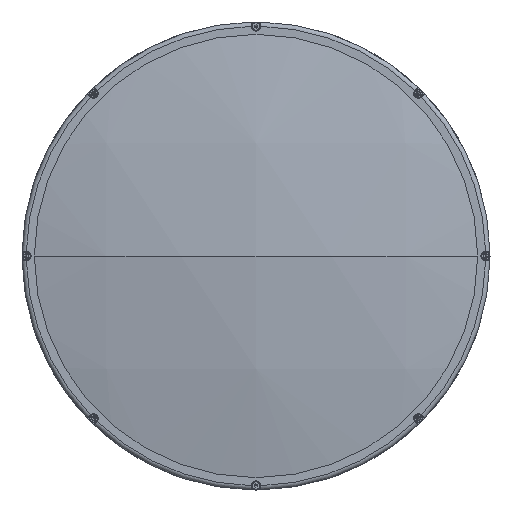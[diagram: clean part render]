
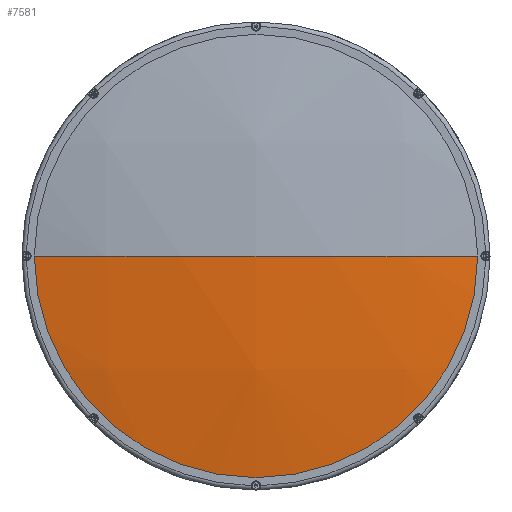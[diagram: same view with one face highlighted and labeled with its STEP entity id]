
A CAD part, left-side view. The second image highlights one B-rep face of the part: STEP entity #7581.
In plain terms, the highlighted spherical face has radius 786 mm.
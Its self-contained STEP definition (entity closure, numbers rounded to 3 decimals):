
#22 = CARTESIAN_POINT ( 'NONE',  ( 66.968, 0., 0. ) ) ;
#428 = DIRECTION ( 'NONE',  ( 0., 1., 0. ) ) ;
#677 = CARTESIAN_POINT ( 'NONE',  ( 66.968, 0., 0. ) ) ;
#1214 = CARTESIAN_POINT ( 'NONE',  ( -703.698, 154.5, 0. ) ) ;
#1509 = EDGE_LOOP ( 'NONE', ( #2026, #14324, #3465 ) ) ;
#1630 = AXIS2_PLACEMENT_3D ( 'NONE', #22, #4724, #12858 ) ;
#1698 = CIRCLE ( 'NONE', #8899, 154.5 ) ;
#1766 = CARTESIAN_POINT ( 'NONE',  ( -703.698, 0., 0. ) ) ;
#1841 = EDGE_CURVE ( 'NONE', #6012, #6691, #3555, .T. ) ;
#1884 = DIRECTION ( 'NONE',  ( 0., -1., 0. ) ) ;
#2026 = ORIENTED_EDGE ( 'NONE', *, *, #7166, .T. ) ;
#2922 = DIRECTION ( 'NONE',  ( 0., 0., 1. ) ) ;
#3465 = ORIENTED_EDGE ( 'NONE', *, *, #4665, .F. ) ;
#3555 = CIRCLE ( 'NONE', #15118, 786. ) ;
#3655 = AXIS2_PLACEMENT_3D ( 'NONE', #677, #8849, #1884 ) ;
#4665 = EDGE_CURVE ( 'NONE', #14280, #6691, #8638, .T. ) ;
#4724 = DIRECTION ( 'NONE',  ( 0., 0., -1. ) ) ;
#6012 = VERTEX_POINT ( 'NONE', #12528 ) ;
#6691 = VERTEX_POINT ( 'NONE', #9509 ) ;
#7101 = FACE_OUTER_BOUND ( 'NONE', #1509, .T. ) ;
#7166 = EDGE_CURVE ( 'NONE', #14280, #6012, #1698, .T. ) ;
#7392 = DIRECTION ( 'NONE',  ( 0., 0., -1. ) ) ;
#7581 = ADVANCED_FACE ( 'NONE', ( #7101 ), #14925, .T. ) ;
#8638 = CIRCLE ( 'NONE', #3655, 786. ) ;
#8849 = DIRECTION ( 'NONE',  ( 0., 0., 1. ) ) ;
#8899 = AXIS2_PLACEMENT_3D ( 'NONE', #1766, #9913, #2922 ) ;
#9509 = CARTESIAN_POINT ( 'NONE',  ( -719.032, 0., 0. ) ) ;
#9913 = DIRECTION ( 'NONE',  ( -1., 0., 0. ) ) ;
#12528 = CARTESIAN_POINT ( 'NONE',  ( -703.698, -154.5, 0. ) ) ;
#12858 = DIRECTION ( 'NONE',  ( 0., 1., 0. ) ) ;
#14280 = VERTEX_POINT ( 'NONE', #1214 ) ;
#14324 = ORIENTED_EDGE ( 'NONE', *, *, #1841, .T. ) ;
#14361 = CARTESIAN_POINT ( 'NONE',  ( 66.968, 0., 0. ) ) ;
#14925 = SPHERICAL_SURFACE ( 'NONE', #1630, 786. ) ;
#15118 = AXIS2_PLACEMENT_3D ( 'NONE', #14361, #7392, #428 ) ;
